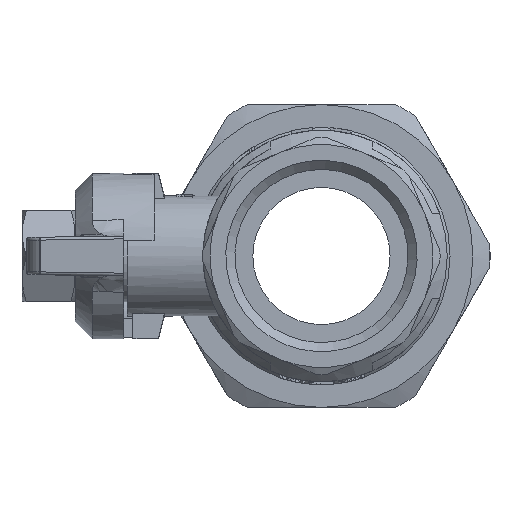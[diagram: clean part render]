
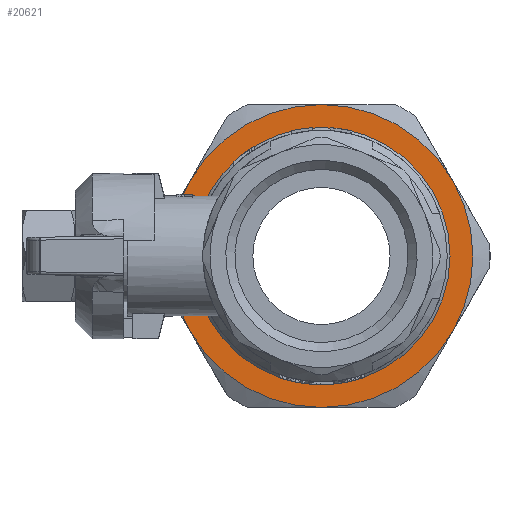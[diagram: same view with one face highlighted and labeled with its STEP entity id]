
A CAD part, left-side view. The second image highlights one B-rep face of the part: STEP entity #20621.
In plain terms, the highlighted planar face has unit normal (-1, 0, 0).
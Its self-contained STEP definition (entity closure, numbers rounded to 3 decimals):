
#10306=ORIENTED_EDGE('',*,*,#13502,.T.);
#10307=ORIENTED_EDGE('',*,*,#13534,.T.);
#10308=ORIENTED_EDGE('',*,*,#13535,.T.);
#10309=ORIENTED_EDGE('',*,*,#13536,.T.);
#10310=ORIENTED_EDGE('',*,*,#13513,.T.);
#10311=ORIENTED_EDGE('',*,*,#13537,.T.);
#10312=ORIENTED_EDGE('',*,*,#13538,.F.);
#13502=EDGE_CURVE('',#15624,#15625,#16005,.T.);
#13513=EDGE_CURVE('',#15635,#15634,#16011,.T.);
#13534=EDGE_CURVE('',#15625,#15653,#16019,.T.);
#13535=EDGE_CURVE('',#15653,#15654,#16020,.T.);
#13536=EDGE_CURVE('',#15654,#15635,#16021,.T.);
#13537=EDGE_CURVE('',#15634,#15624,#16022,.T.);
#13538=EDGE_CURVE('',#15655,#15655,#16023,.T.);
#15624=VERTEX_POINT('',#40149);
#15625=VERTEX_POINT('',#40150);
#15634=VERTEX_POINT('',#40229);
#15635=VERTEX_POINT('',#40231);
#15653=VERTEX_POINT('',#40396);
#15654=VERTEX_POINT('',#40398);
#15655=VERTEX_POINT('',#40402);
#16005=CIRCLE('',#23534,26.5);
#16011=CIRCLE('',#23543,26.5);
#16019=CIRCLE('',#23557,26.5);
#16020=CIRCLE('',#23558,26.5);
#16021=CIRCLE('',#23559,26.5);
#16022=CIRCLE('',#23560,26.5);
#16023=CIRCLE('',#23561,22.45);
#17245=EDGE_LOOP('',(#10306,#10307,#10308,#10309,#10310,#10311));
#17246=EDGE_LOOP('',(#10312));
#18506=FACE_BOUND('',#17245,.T.);
#18507=FACE_BOUND('',#17246,.T.);
#19508=PLANE('',#23556);
#20621=ADVANCED_FACE('',(#18506,#18507),#19508,.F.);
#23534=AXIS2_PLACEMENT_3D('',#40148,#30360,#30361);
#23543=AXIS2_PLACEMENT_3D('',#40230,#30380,#30381);
#23556=AXIS2_PLACEMENT_3D('',#40394,#30413,#30414);
#23557=AXIS2_PLACEMENT_3D('',#40395,#30415,#30416);
#23558=AXIS2_PLACEMENT_3D('',#40397,#30417,#30418);
#23559=AXIS2_PLACEMENT_3D('',#40399,#30419,#30420);
#23560=AXIS2_PLACEMENT_3D('',#40400,#30421,#30422);
#23561=AXIS2_PLACEMENT_3D('',#40401,#30423,#30424);
#30360=DIRECTION('',(-1.,0.,0.));
#30361=DIRECTION('',(0.,1.,0.));
#30380=DIRECTION('',(-1.,0.,0.));
#30381=DIRECTION('',(0.,1.,0.));
#30413=DIRECTION('',(1.,0.,0.));
#30414=DIRECTION('',(0.,1.,0.));
#30415=DIRECTION('',(-1.,0.,0.));
#30416=DIRECTION('',(0.,1.,0.));
#30417=DIRECTION('',(-1.,0.,0.));
#30418=DIRECTION('',(0.,1.,0.));
#30419=DIRECTION('',(-1.,0.,0.));
#30420=DIRECTION('',(0.,1.,0.));
#30421=DIRECTION('',(-1.,0.,0.));
#30422=DIRECTION('',(0.,1.,0.));
#30423=DIRECTION('',(-1.,0.,0.));
#30424=DIRECTION('',(0.,0.866,0.5));
#40148=CARTESIAN_POINT('',(47.1,0.,0.));
#40149=CARTESIAN_POINT('',(47.1,26.5,0.));
#40150=CARTESIAN_POINT('',(47.1,13.25,-22.95));
#40229=CARTESIAN_POINT('',(47.1,13.25,22.95));
#40230=CARTESIAN_POINT('',(47.1,0.,0.));
#40231=CARTESIAN_POINT('',(47.1,-13.25,22.95));
#40394=CARTESIAN_POINT('',(47.1,29.012,16.75));
#40395=CARTESIAN_POINT('',(47.1,0.,0.));
#40396=CARTESIAN_POINT('',(47.1,-13.25,-22.95));
#40397=CARTESIAN_POINT('',(47.1,0.,0.));
#40398=CARTESIAN_POINT('',(47.1,-26.5,0.));
#40399=CARTESIAN_POINT('',(47.1,0.,0.));
#40400=CARTESIAN_POINT('',(47.1,0.,0.));
#40401=CARTESIAN_POINT('',(47.1,0.,0.));
#40402=CARTESIAN_POINT('',(47.1,19.442,11.225));
